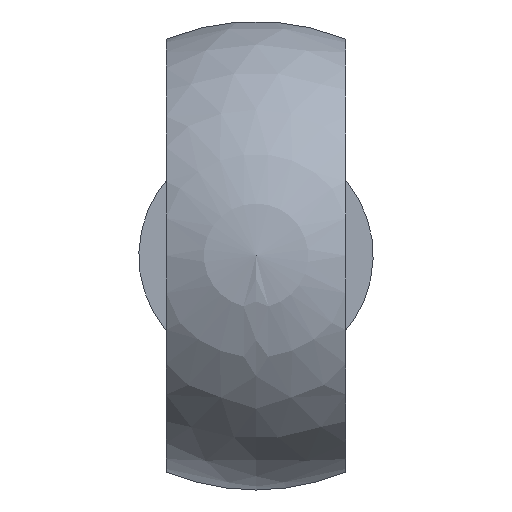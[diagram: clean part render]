
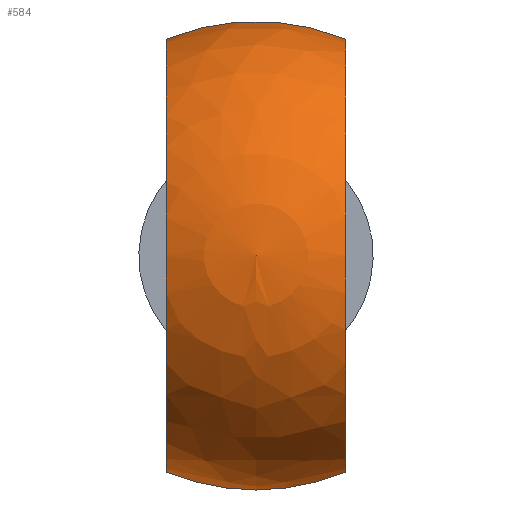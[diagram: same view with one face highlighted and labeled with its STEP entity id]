
A CAD part, front view. The second image highlights one B-rep face of the part: STEP entity #584.
In plain terms, the highlighted spherical face has radius 6 mm.
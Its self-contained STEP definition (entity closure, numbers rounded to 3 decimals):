
#5 = CARTESIAN_POINT ( 'NONE',  ( -2.3, 0., 0. ) ) ;
#18 = CARTESIAN_POINT ( 'NONE',  ( 2.3, 0., -5.542 ) ) ;
#26 = EDGE_CURVE ( 'NONE', #726, #665, #452, .T. ) ;
#38 = EDGE_CURVE ( 'NONE', #665, #72, #462, .T. ) ;
#39 = SPHERICAL_SURFACE ( 'NONE', #399, 6. ) ;
#51 = DIRECTION ( 'NONE',  ( -1., 0., 0. ) ) ;
#72 = VERTEX_POINT ( 'NONE', #555 ) ;
#119 = AXIS2_PLACEMENT_3D ( 'NONE', #163, #618, #219 ) ;
#126 = DIRECTION ( 'NONE',  ( 0., 1., 0. ) ) ;
#163 = CARTESIAN_POINT ( 'NONE',  ( 0., 0., 0. ) ) ;
#178 = EDGE_CURVE ( 'NONE', #726, #612, #271, .T. ) ;
#181 = CARTESIAN_POINT ( 'NONE',  ( 2.3, 0., 5.542 ) ) ;
#219 = DIRECTION ( 'NONE',  ( 0., 0., -1. ) ) ;
#230 = ORIENTED_EDGE ( 'NONE', *, *, #38, .T. ) ;
#238 = DIRECTION ( 'NONE',  ( 0., -1., 0. ) ) ;
#271 = CIRCLE ( 'NONE', #659, 6. ) ;
#280 = EDGE_LOOP ( 'NONE', ( #754, #230, #512, #343 ) ) ;
#296 = DIRECTION ( 'NONE',  ( 0., 0., 1. ) ) ;
#325 = AXIS2_PLACEMENT_3D ( 'NONE', #613, #51, #548 ) ;
#343 = ORIENTED_EDGE ( 'NONE', *, *, #178, .F. ) ;
#399 = AXIS2_PLACEMENT_3D ( 'NONE', #570, #238, #640 ) ;
#452 = CIRCLE ( 'NONE', #325, 5.542 ) ;
#462 = CIRCLE ( 'NONE', #119, 6. ) ;
#499 = DIRECTION ( 'NONE',  ( -1., 0., 0. ) ) ;
#510 = AXIS2_PLACEMENT_3D ( 'NONE', #5, #499, #296 ) ;
#512 = ORIENTED_EDGE ( 'NONE', *, *, #627, .F. ) ;
#548 = DIRECTION ( 'NONE',  ( 0., 0., 1. ) ) ;
#555 = CARTESIAN_POINT ( 'NONE',  ( -2.3, 0., 5.542 ) ) ;
#570 = CARTESIAN_POINT ( 'NONE',  ( 0., 0., 0. ) ) ;
#584 = ADVANCED_FACE ( 'NONE', ( #653 ), #39, .T. ) ;
#612 = VERTEX_POINT ( 'NONE', #638 ) ;
#613 = CARTESIAN_POINT ( 'NONE',  ( 2.3, 0., 0. ) ) ;
#618 = DIRECTION ( 'NONE',  ( 0., -1., 0. ) ) ;
#627 = EDGE_CURVE ( 'NONE', #612, #72, #725, .T. ) ;
#638 = CARTESIAN_POINT ( 'NONE',  ( -2.3, 0., -5.542 ) ) ;
#640 = DIRECTION ( 'NONE',  ( 0., 0., -1. ) ) ;
#642 = DIRECTION ( 'NONE',  ( 0., 0., 1. ) ) ;
#653 = FACE_OUTER_BOUND ( 'NONE', #280, .T. ) ;
#659 = AXIS2_PLACEMENT_3D ( 'NONE', #708, #126, #642 ) ;
#665 = VERTEX_POINT ( 'NONE', #181 ) ;
#708 = CARTESIAN_POINT ( 'NONE',  ( 0., 0., 0. ) ) ;
#725 = CIRCLE ( 'NONE', #510, 5.542 ) ;
#726 = VERTEX_POINT ( 'NONE', #18 ) ;
#754 = ORIENTED_EDGE ( 'NONE', *, *, #26, .T. ) ;
